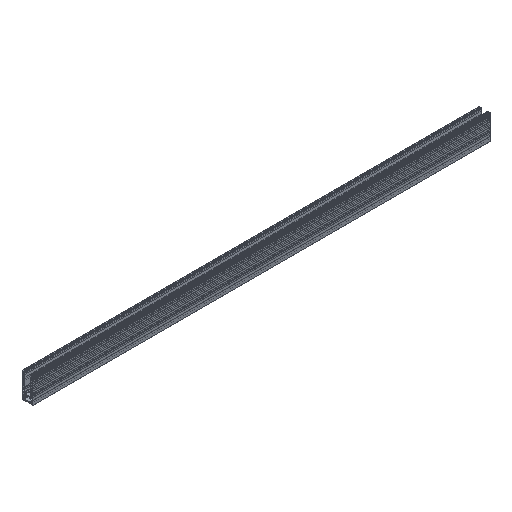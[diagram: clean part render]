
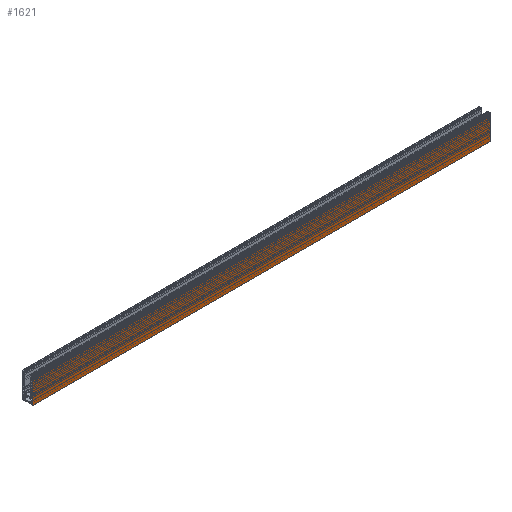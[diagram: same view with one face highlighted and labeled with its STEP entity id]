
A CAD part, isometric view. The second image highlights one B-rep face of the part: STEP entity #1621.
In plain terms, the highlighted planar face has unit normal (0, -1, 0).
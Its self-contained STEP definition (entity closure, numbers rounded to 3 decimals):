
#1621=ADVANCED_FACE('',(#3309),#3310,.F.);
#3309=FACE_OUTER_BOUND('',#5005,.T.);
#3310=PLANE('',#5006);
#5005=EDGE_LOOP('',(#10524,#10525,#10526,#10527));
#5006=AXIS2_PLACEMENT_3D('',#10528,#10529,#10530);
#10524=ORIENTED_EDGE('',*,*,#10773,.F.);
#10525=ORIENTED_EDGE('',*,*,#12651,.F.);
#10526=ORIENTED_EDGE('',*,*,#12896,.F.);
#10527=ORIENTED_EDGE('',*,*,#12759,.F.);
#10528=CARTESIAN_POINT('',(-1250.0,-29.937,139.041));
#10529=DIRECTION('',(0.,1.0,0.));
#10530=DIRECTION('',(0.,0.0,1.0));
#10773=EDGE_CURVE('',#13114,#13116,#13117,.T.);
#12651=EDGE_CURVE('',#15988,#13114,#15990,.T.);
#12759=EDGE_CURVE('',#13116,#16138,#16139,.T.);
#12896=EDGE_CURVE('',#16138,#15988,#16301,.T.);
#13114=VERTEX_POINT('',#16575);
#13116=VERTEX_POINT('',#16577);
#13117=LINE('',#16578,#16579);
#15988=VERTEX_POINT('',#21801);
#15990=LINE('',#21803,#21804);
#16138=VERTEX_POINT('',#21998);
#16139=LINE('',#21999,#22000);
#16301=LINE('',#22214,#22215);
#16575=CARTESIAN_POINT('',(-1250.0,-29.937,138.583));
#16577=CARTESIAN_POINT('',(1250.0,-29.937,138.583));
#16578=CARTESIAN_POINT('',(-1250.0,-29.937,138.583));
#16579=VECTOR('',#22416,10.0);
#21801=CARTESIAN_POINT('',(-1250.0,-29.937,0.5));
#21803=CARTESIAN_POINT('',(-1250.0,-29.937,0.0));
#21804=VECTOR('',#24725,10.0);
#21998=CARTESIAN_POINT('',(1250.0,-29.937,0.5));
#21999=CARTESIAN_POINT('',(1250.0,-29.937,0.0));
#22000=VECTOR('',#24919,10.0);
#22214=CARTESIAN_POINT('',(-1250.0,-29.937,0.5));
#22215=VECTOR('',#25074,10.0);
#22416=DIRECTION('',(1.0,0.0,0.0));
#24725=DIRECTION('',(0.0,0.,1.0));
#24919=DIRECTION('',(0.0,0.,-1.0));
#25074=DIRECTION('',(-1.0,0.0,0.0));
